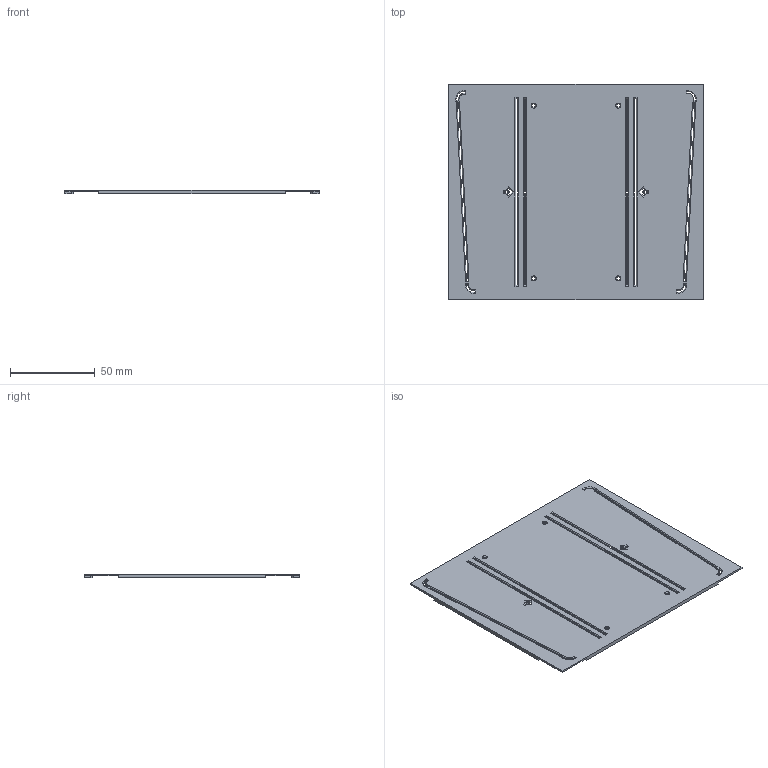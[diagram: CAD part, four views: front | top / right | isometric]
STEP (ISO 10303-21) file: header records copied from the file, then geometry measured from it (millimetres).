
FILE_DESCRIPTION(('FreeCAD Model'),'2;1');
FILE_NAME('Open CASCADE Shape Model','2024-02-07T20:03:11',(''),(''), 'Open CASCADE STEP processor 7.7','FreeCAD','Unknown');
FILE_SCHEMA(('AUTOMOTIVE_DESIGN { 1 0 10303 214 1 1 1 1 }'));
Length unit declared in the file: millimetre
Products named in the file (1): Body
Bounding box: 150 x 127 x 2.2 mm (x, y, z)
Volume: 20424.3 mm3; surface area: 39248.1 mm2
Topology: 1 solids, 1 shells, 157 faces, 415 edges, 260 vertices
Faces by surface type: plane 130, cone 15, cylinder 12
Full cylindrical faces by diameter (mm): 2 x4
Entity records: 4840 total; most frequent: CARTESIAN_POINT 833, ORIENTED_EDGE 830, DIRECTION 796, EDGE_CURVE 415, LINE 350, VECTOR 350, VERTEX_POINT 260, AXIS2_PLACEMENT_3D 223
